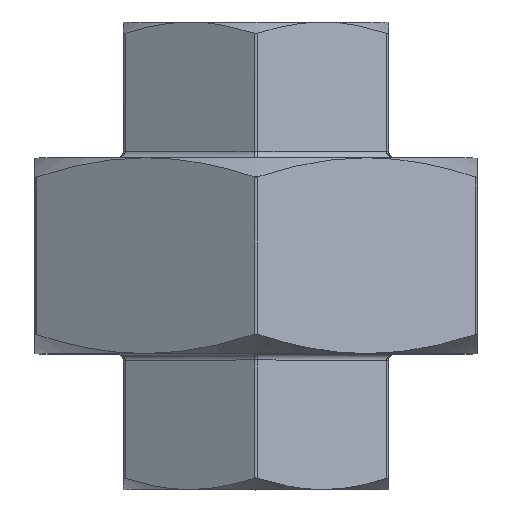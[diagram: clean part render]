
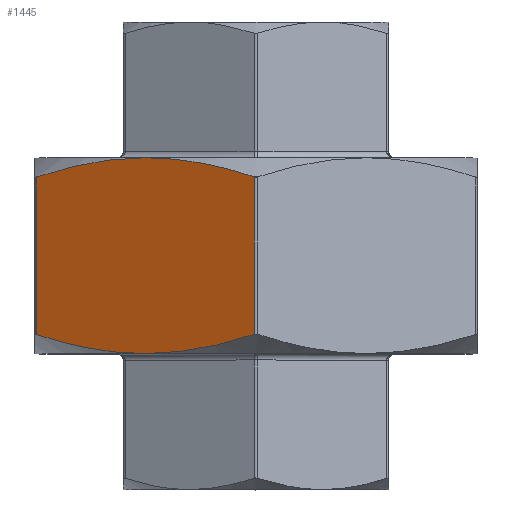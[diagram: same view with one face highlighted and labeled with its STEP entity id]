
A CAD part, top view. The second image highlights one B-rep face of the part: STEP entity #1445.
In plain terms, the highlighted planar face has unit normal (-0.5, 0, 0.866).
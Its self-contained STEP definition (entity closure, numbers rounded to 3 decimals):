
#173=(
BOUNDED_CURVE()
B_SPLINE_CURVE(2,(#2267,#2268,#2269),.UNSPECIFIED.,.F.,.F.)
B_SPLINE_CURVE_WITH_KNOTS((3,3),(0.422,1.491),
 .UNSPECIFIED.)
CURVE()
GEOMETRIC_REPRESENTATION_ITEM()
RATIONAL_B_SPLINE_CURVE((1.029,1.052,1.))
REPRESENTATION_ITEM('')
);
#174=(
BOUNDED_CURVE()
B_SPLINE_CURVE(2,(#2271,#2272,#2273),.UNSPECIFIED.,.F.,.F.)
B_SPLINE_CURVE_WITH_KNOTS((3,3),(1.491,2.56),
 .UNSPECIFIED.)
CURVE()
GEOMETRIC_REPRESENTATION_ITEM()
RATIONAL_B_SPLINE_CURVE((1.,1.052,1.029))
REPRESENTATION_ITEM('')
);
#175=(
BOUNDED_CURVE()
B_SPLINE_CURVE(2,(#2277,#2278,#2279),.UNSPECIFIED.,.F.,.F.)
B_SPLINE_CURVE_WITH_KNOTS((3,3),(0.422,1.491),
 .UNSPECIFIED.)
CURVE()
GEOMETRIC_REPRESENTATION_ITEM()
RATIONAL_B_SPLINE_CURVE((1.029,1.052,1.))
REPRESENTATION_ITEM('')
);
#176=(
BOUNDED_CURVE()
B_SPLINE_CURVE(2,(#2280,#2281,#2282),.UNSPECIFIED.,.F.,.F.)
B_SPLINE_CURVE_WITH_KNOTS((3,3),(1.491,2.56),
 .UNSPECIFIED.)
CURVE()
GEOMETRIC_REPRESENTATION_ITEM()
RATIONAL_B_SPLINE_CURVE((1.,1.052,1.029))
REPRESENTATION_ITEM('')
);
#214=PLANE('',#1555);
#247=FACE_OUTER_BOUND('',#353,.T.);
#353=EDGE_LOOP('',(#1000,#1001,#1002,#1003,#1004,#1005));
#479=LINE('',#2254,#539);
#480=LINE('',#2275,#540);
#539=VECTOR('',#1750,12.473);
#540=VECTOR('',#1753,12.473);
#633=VERTEX_POINT('',#2242);
#634=VERTEX_POINT('',#2253);
#635=VERTEX_POINT('',#2266);
#636=VERTEX_POINT('',#2270);
#637=VERTEX_POINT('',#2274);
#638=VERTEX_POINT('',#2276);
#772=EDGE_CURVE('',#633,#634,#479,.T.);
#774=EDGE_CURVE('',#633,#635,#173,.T.);
#775=EDGE_CURVE('',#635,#636,#174,.T.);
#776=EDGE_CURVE('',#637,#636,#480,.T.);
#777=EDGE_CURVE('',#637,#638,#175,.T.);
#778=EDGE_CURVE('',#638,#634,#176,.T.);
#1000=ORIENTED_EDGE('',*,*,#772,.F.);
#1001=ORIENTED_EDGE('',*,*,#774,.T.);
#1002=ORIENTED_EDGE('',*,*,#775,.T.);
#1003=ORIENTED_EDGE('',*,*,#776,.F.);
#1004=ORIENTED_EDGE('',*,*,#777,.T.);
#1005=ORIENTED_EDGE('',*,*,#778,.T.);
#1445=ADVANCED_FACE('',(#247),#214,.T.);
#1555=AXIS2_PLACEMENT_3D('',#2265,#1751,#1752);
#1750=DIRECTION('',(0.,1.,0.));
#1751=DIRECTION('center_axis',(-0.5,0.,0.866));
#1752=DIRECTION('ref_axis',(0.866,0.,0.5));
#1753=DIRECTION('',(0.,-1.,0.));
#2242=CARTESIAN_POINT('',(-17.35,-6.237,10.19));
#2253=CARTESIAN_POINT('',(-17.35,6.237,10.19));
#2254=CARTESIAN_POINT('',(-17.35,0.,10.19));
#2265=CARTESIAN_POINT('Origin',(-17.5,0.,10.104));
#2266=CARTESIAN_POINT('',(-8.75,-7.75,15.155));
#2267=CARTESIAN_POINT('Ctrl Pts',(-17.35,-6.237,10.19));
#2268=CARTESIAN_POINT('Ctrl Pts',(-12.75,-7.75,12.846));
#2269=CARTESIAN_POINT('Ctrl Pts',(-8.75,-7.75,15.155));
#2270=CARTESIAN_POINT('',(-0.15,-6.237,20.121));
#2271=CARTESIAN_POINT('Ctrl Pts',(-8.75,-7.75,15.155));
#2272=CARTESIAN_POINT('Ctrl Pts',(-4.75,-7.75,17.465));
#2273=CARTESIAN_POINT('Ctrl Pts',(-0.15,-6.237,
20.121));
#2274=CARTESIAN_POINT('',(-0.15,6.237,20.121));
#2275=CARTESIAN_POINT('',(-0.15,0.,20.121));
#2276=CARTESIAN_POINT('',(-8.75,7.75,15.155));
#2277=CARTESIAN_POINT('Ctrl Pts',(-0.15,6.237,20.121));
#2278=CARTESIAN_POINT('Ctrl Pts',(-4.75,7.75,17.465));
#2279=CARTESIAN_POINT('Ctrl Pts',(-8.75,7.75,15.155));
#2280=CARTESIAN_POINT('Ctrl Pts',(-8.75,7.75,15.155));
#2281=CARTESIAN_POINT('Ctrl Pts',(-12.75,7.75,12.846));
#2282=CARTESIAN_POINT('Ctrl Pts',(-17.35,6.237,10.19));
